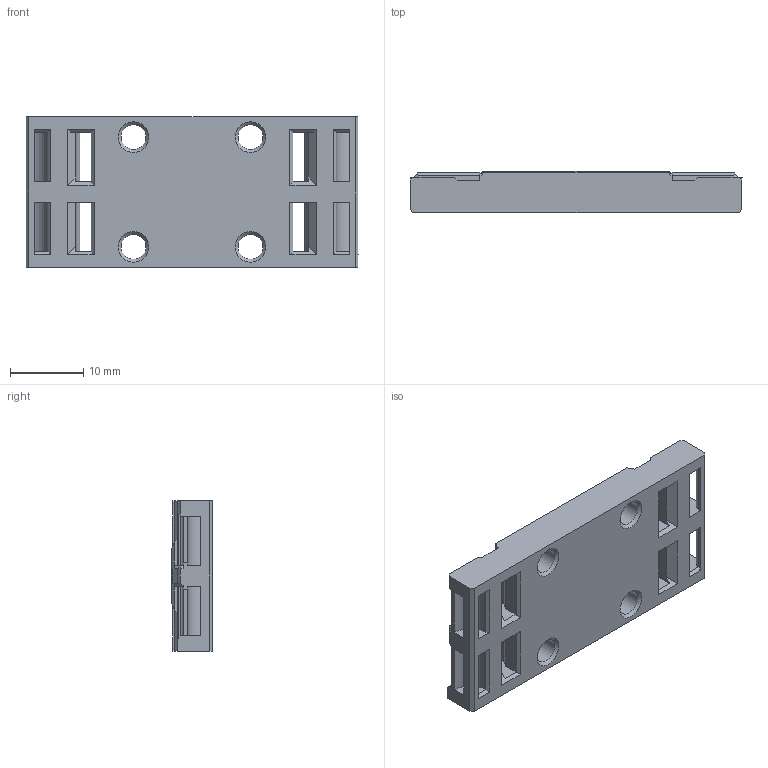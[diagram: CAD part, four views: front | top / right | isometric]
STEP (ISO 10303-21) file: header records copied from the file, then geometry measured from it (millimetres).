
FILE_DESCRIPTION(/* description */ (''),/* implementation_level */ '2;1');
FILE_NAME(/* name */ 'Shuttle Keeper Micron.step',/* time_stamp */ '2024-06-17T22:31:11+01:00',/* author */ (''),/* organization */ (''),/* preprocessor_version */ 'ST-DEVELOPER v20',/* originating_system */ 'Autodesk Translation Framework v13.14.0.145',/* authorisation */ '');
FILE_SCHEMA (('AUTOMOTIVE_DESIGN { 1 0 10303 214 3 1 1 }'));
Length unit declared in the file: millimetre
Products named in the file (2): (Unsaved); MGN9 keeper:1 (1)
Assembly tree (1 placements, depth 2):
  (Unsaved)
    MGN9 keeper:1 (1)
Bounding box: 45.4 x 5.6 x 20.6 mm (x, y, z)
Volume: 4051.9 mm3; surface area: 3492.2 mm2
Topology: 1 solids, 29 shells, 476 faces, 1239 edges, 813 vertices
Faces by surface type: plane 384, cylinder 80, bspline 8, cone 4
Full cylindrical faces by diameter (mm): 3.4 x4
Entity records: 14691 total; most frequent: CARTESIAN_POINT 2802, ORIENTED_EDGE 2478, DIRECTION 2366, EDGE_CURVE 1239, LINE 1038, VECTOR 1038, VERTEX_POINT 813, AXIS2_PLACEMENT_3D 664
